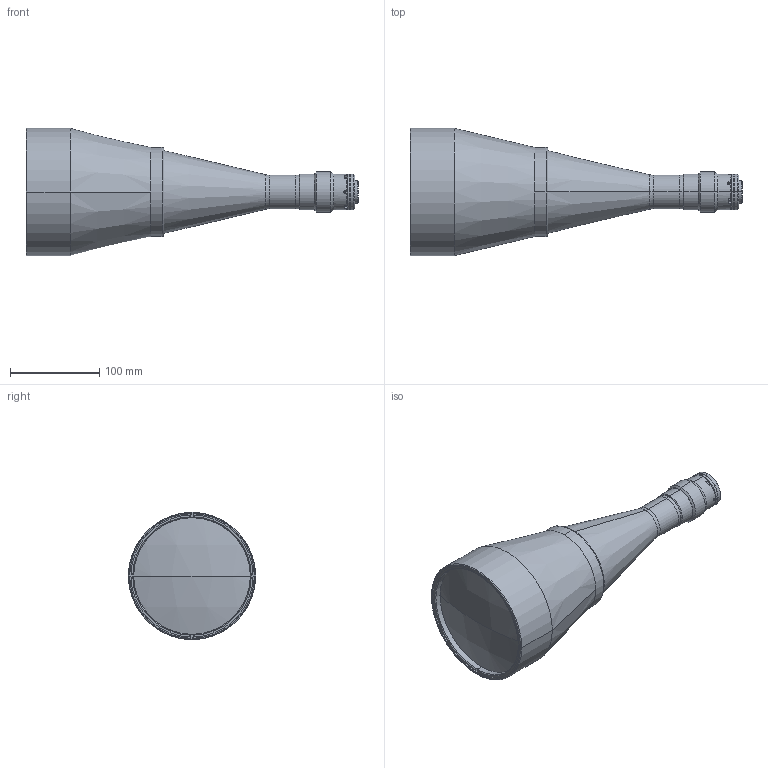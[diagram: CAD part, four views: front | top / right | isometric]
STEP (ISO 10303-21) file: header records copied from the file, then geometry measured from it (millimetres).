
FILE_DESCRIPTION (( 'STEP AP203' ), '1' );
FILE_NAME ('DP71405_TC2MHR096-C.step', '2021-10-04T08:27:17', ( '' ), ( '' ), 'SwSTEP 2.0', 'SolidWorks 2021', '' );
FILE_SCHEMA (( 'CONFIG_CONTROL_DESIGN' ));
Length unit declared in the file: millimetre
Products named in the file (1): DP71405_TC2MHR096-C
Bounding box: 372.85 x 143 x 143 mm (x, y, z)
Surface area: 136650.8 mm2 (no closed solid volume)
Topology: 0 solids, 16 shells, 127 faces, 349 edges, 238 vertices
Faces by surface type: plane 49, cylinder 36, cone 28, torus 12, sphere 2
Entity records: 4256 total; most frequent: CARTESIAN_POINT 877, DIRECTION 760, ORIENTED_EDGE 576, EDGE_CURVE 349, AXIS2_PLACEMENT_3D 305, VERTEX_POINT 238, CIRCLE 177, EDGE_LOOP 151
